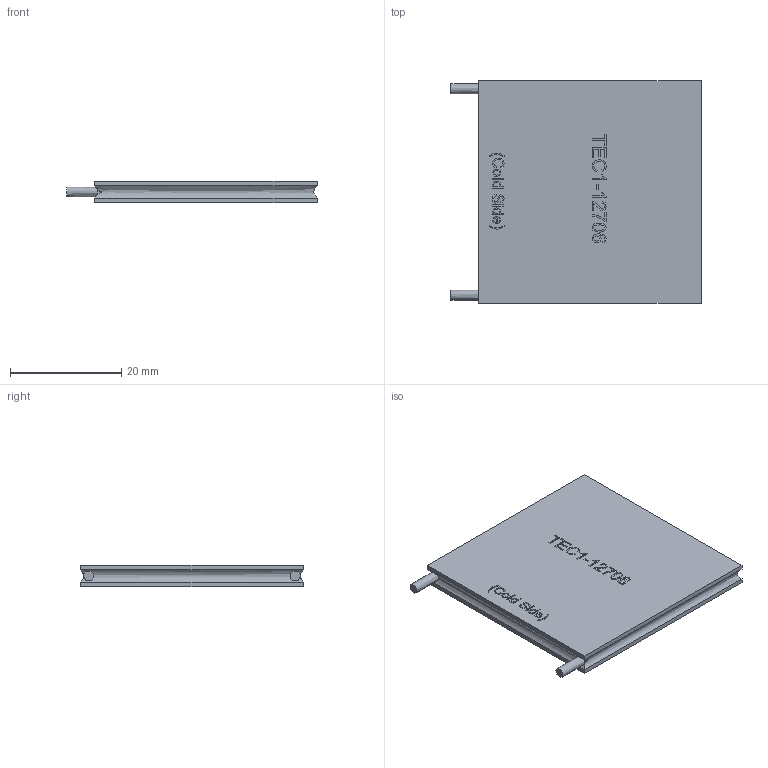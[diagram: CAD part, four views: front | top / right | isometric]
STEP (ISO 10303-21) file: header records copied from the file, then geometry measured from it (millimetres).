
FILE_DESCRIPTION(/* description */ (''),/* implementation_level */ '2;1');
FILE_NAME(/* name */ 'TEC 12706.step',/* time_stamp */ '2023-02-27T00:38:59-07:00',/* author */ (''),/* organization */ (''),/* preprocessor_version */ 'ST-DEVELOPER v19.2',/* originating_system */ 'Autodesk Translation Framework v11.17.0.187',/* authorisation */ '');
FILE_SCHEMA (('AUTOMOTIVE_DESIGN { 1 0 10303 214 3 1 1 }'));
Length unit declared in the file: millimetre
Products named in the file (2): TEC 12706; TEC_12706_1
Assembly tree (1 placements, depth 2):
  TEC 12706
    TEC_12706_1
Bounding box: 45.05 x 40.05 x 3.84 mm (x, y, z)
Volume: 6049 mm3; surface area: 3965 mm2
Topology: 3 solids, 3 shells, 370 faces, 1003 edges, 666 vertices
Faces by surface type: bspline 248, plane 118, cylinder 4
Full cylindrical faces by diameter (mm): 1.8 x2
Entity records: 15757 total; most frequent: CARTESIAN_POINT 8098, ORIENTED_EDGE 2006, EDGE_CURVE 1003, DIRECTION 753, VERTEX_POINT 666, B_SPLINE_CURVE_WITH_KNOTS 502, LINE 499, VECTOR 499
